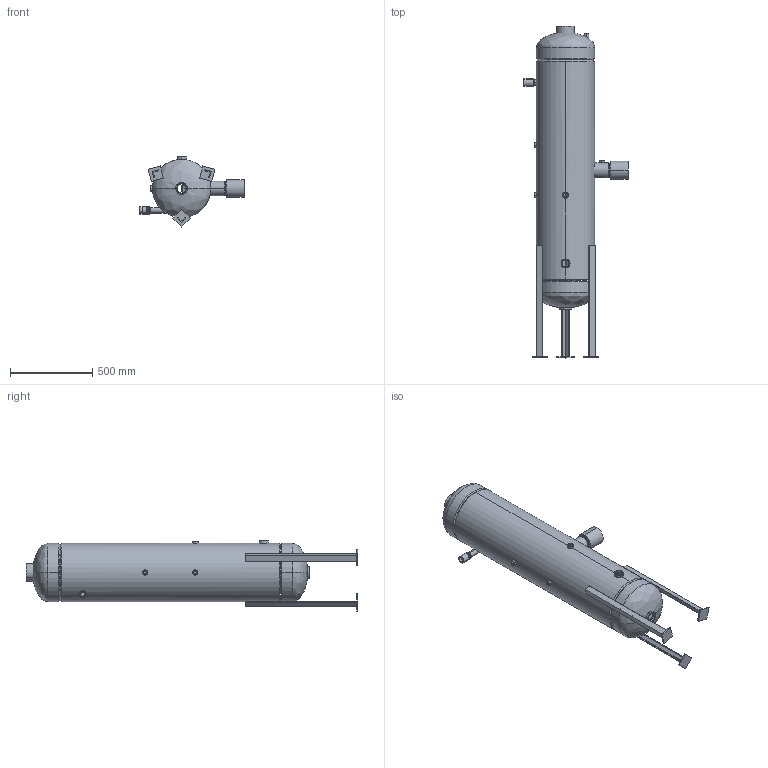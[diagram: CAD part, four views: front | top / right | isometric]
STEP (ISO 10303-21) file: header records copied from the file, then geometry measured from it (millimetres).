
FILE_DESCRIPTION (( 'STEP AP203' ), '1' );
FILE_NAME ('BDT-102.STEP', '2021-03-11T16:10:40', ( '' ), ( '' ), 'SwSTEP 2.0', 'SolidWorks 2021', '' );
FILE_SCHEMA (( 'CONFIG_CONTROL_DESIGN' ));
Length unit declared in the file: inch
Products named in the file (19): 9201600; 9421050; Couplings_9500578; BDT-102; 99M2574; Couplings_9500577; Couplings_9500561; 9500040; 9500030; 9100285_26.625; Couplings_9500557; 99P0133_44615K116; 99P0102; 9500060; 99T2402; 9301080_27.5; 9500080; 99P0103_5081T56
Assembly tree (24 placements, depth 2):
  BDT-102
    99P0102
    9201600
    9201600
    9500030  x3
    9500040
    9500060
    9500080
    Couplings_9500557
    Couplings_9500561
    Couplings_9500577
    Couplings_9500578
    99P0103_5081T56
    99P0133_44615K116
    9301080_27.5
    9421050
    99M2574
    9100285_26.625  x3
    99T2402  x3
Bounding box: 635 x 2020.95 x 426.85 mm (x, y, z)
Volume: 20945979.7 mm3; surface area: 4879370.1 mm2
Topology: 24 solids, 24 shells, 441 faces, 955 edges, 568 vertices
Faces by surface type: cone 198, cylinder 130, plane 95, bspline 14, torus 4
Entity records: 16746 total; most frequent: CARTESIAN_POINT 6028, DIRECTION 1923, ORIENTED_EDGE 1658, EDGE_CURVE 829, AXIS2_PLACEMENT_3D 788, VERTEX_POINT 484, EDGE_LOOP 433, CIRCLE 392
